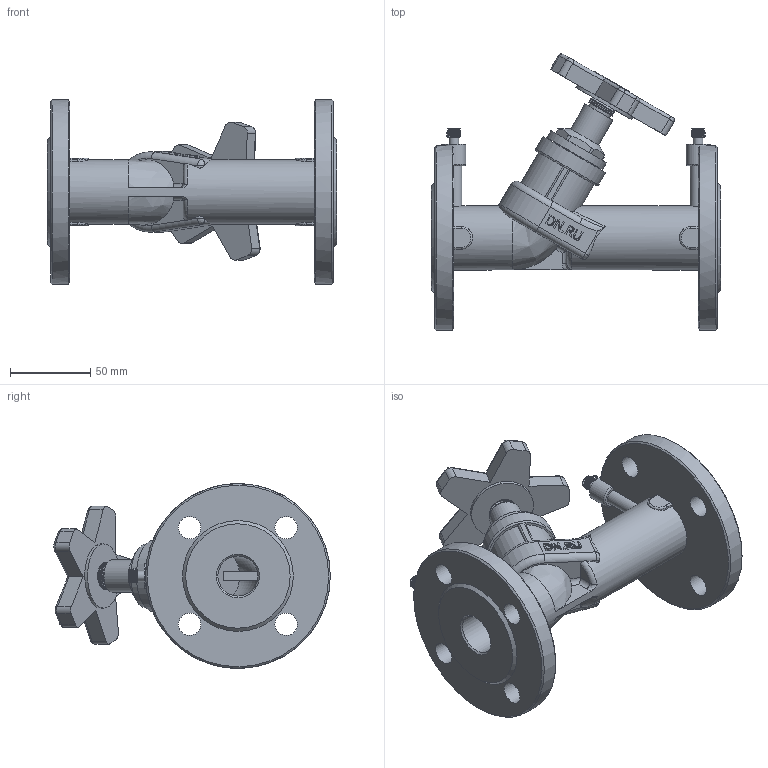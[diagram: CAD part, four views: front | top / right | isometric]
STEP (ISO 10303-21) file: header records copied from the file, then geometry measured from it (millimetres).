
FILE_DESCRIPTION(/* description */ (''),/* implementation_level */ '2;1');
FILE_NAME(/* name */ 'DN25_3D_STEP.stp',/* time_stamp */ '2024-03-03T17:58:52+03:00',/* author */ ('igorr'),/* organization */ (''),/* preprocessor_version */ 'ST-DEVELOPER v19.2',/* originating_system */ 'Autodesk Inventor 2023',/* authorisation */ '');
FILE_SCHEMA (('AUTOMOTIVE_DESIGN { 1 0 10303 214 3 1 1 }'));
Length unit declared in the file: millimetre
Products named in the file (3): Сборка; Деталь1; Деталь2
Assembly tree (2 placements, depth 2):
  Сборка
    Деталь1
    Деталь2
Bounding box: 180 x 172.16 x 115 mm (x, y, z)
Volume: 501656.1 mm3; surface area: 107601.8 mm2
Topology: 2 solids, 4 shells, 1656 faces, 4163 edges, 2550 vertices
Faces by surface type: plane 1208, cylinder 331, bspline 67, torus 38, cone 12
Full cylindrical faces by diameter (mm): 6 x2, 7.5 x2, 8.348 x2, 14 x8, 15 x3, 17 x2, 20 x1, 25 x2, 27 x1, 30 x1, 40 x3, 45 x1, 115 x2
Entity records: 52404 total; most frequent: CARTESIAN_POINT 11375, ORIENTED_EDGE 8326, DIRECTION 8132, EDGE_CURVE 4163, AXIS2_PLACEMENT_3D 2764, LINE 2604, VECTOR 2604, VERTEX_POINT 2550
